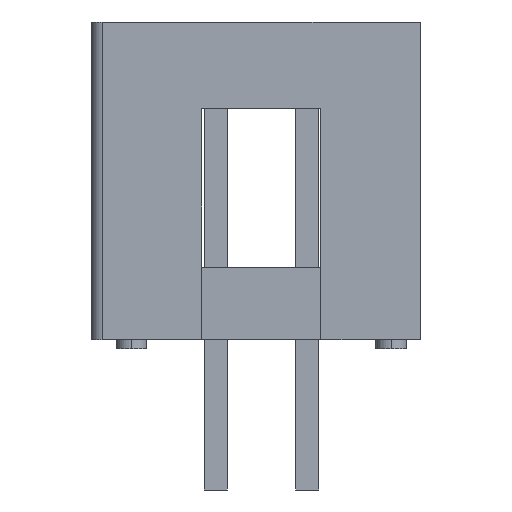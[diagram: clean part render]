
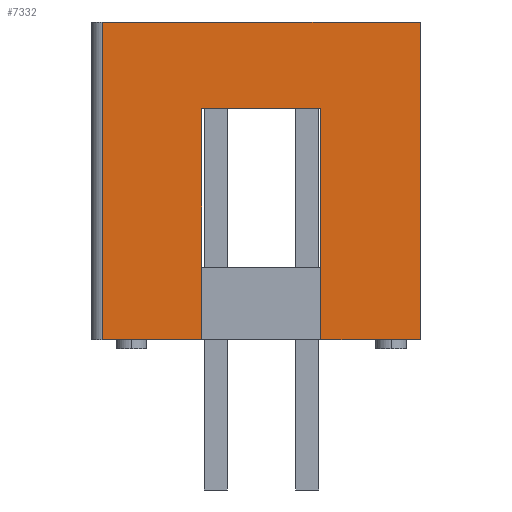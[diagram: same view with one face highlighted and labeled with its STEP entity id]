
A CAD part, left-side view. The second image highlights one B-rep face of the part: STEP entity #7332.
In plain terms, the highlighted planar face has unit normal (-1, 0, 0).
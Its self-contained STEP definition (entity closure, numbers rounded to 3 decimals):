
#195 = EDGE_CURVE ( 'NONE', #292, #4485, #5936, .T. ) ;
#292 = VERTEX_POINT ( 'NONE', #2314 ) ;
#306 = DIRECTION ( 'NONE',  ( 0., 0., -1. ) ) ;
#532 = VERTEX_POINT ( 'NONE', #1733 ) ;
#624 = CARTESIAN_POINT ( 'NONE',  ( -20.32, -4.4, -4.4 ) ) ;
#678 = PLANE ( 'NONE',  #1367 ) ;
#731 = CARTESIAN_POINT ( 'NONE',  ( -20.32, -4.4, -4.4 ) ) ;
#896 = CARTESIAN_POINT ( 'NONE',  ( -20.32, 1.65, 2. ) ) ;
#1111 = CARTESIAN_POINT ( 'NONE',  ( -20.32, 1.65, -4.4 ) ) ;
#1130 = ORIENTED_EDGE ( 'NONE', *, *, #7058, .T. ) ;
#1319 = ORIENTED_EDGE ( 'NONE', *, *, #195, .T. ) ;
#1339 = VECTOR ( 'NONE', #3209, 1000. ) ;
#1367 = AXIS2_PLACEMENT_3D ( 'NONE', #624, #5133, #1995 ) ;
#1422 = CARTESIAN_POINT ( 'NONE',  ( -20.32, 4.4, -4.4 ) ) ;
#1426 = LINE ( 'NONE', #1422, #2016 ) ;
#1495 = CARTESIAN_POINT ( 'NONE',  ( -20.32, 1.65, 2. ) ) ;
#1733 = CARTESIAN_POINT ( 'NONE',  ( -20.32, 1.65, 2. ) ) ;
#1924 = EDGE_CURVE ( 'NONE', #2096, #2191, #3067, .T. ) ;
#1954 = EDGE_LOOP ( 'NONE', ( #3281, #7582, #7884, #1319, #1130, #4407, #7572, #7321 ) ) ;
#1995 = DIRECTION ( 'NONE',  ( 0., 0., 1. ) ) ;
#1997 = CARTESIAN_POINT ( 'NONE',  ( -20.32, -4.4, 4.4 ) ) ;
#2016 = VECTOR ( 'NONE', #5119, 1000. ) ;
#2096 = VERTEX_POINT ( 'NONE', #1111 ) ;
#2191 = VERTEX_POINT ( 'NONE', #7001 ) ;
#2314 = CARTESIAN_POINT ( 'NONE',  ( -20.32, -4.4, -4.4 ) ) ;
#2325 = CARTESIAN_POINT ( 'NONE',  ( -20.32, -4.4, 4.4 ) ) ;
#2342 = VECTOR ( 'NONE', #306, 1000. ) ;
#2558 = VERTEX_POINT ( 'NONE', #7216 ) ;
#2567 = DIRECTION ( 'NONE',  ( 0., 1., 0. ) ) ;
#2734 = CARTESIAN_POINT ( 'NONE',  ( -20.32, -1.65, -4.4 ) ) ;
#3067 = LINE ( 'NONE', #3730, #5912 ) ;
#3118 = DIRECTION ( 'NONE',  ( 0., 1., 0. ) ) ;
#3209 = DIRECTION ( 'NONE',  ( 0., 0., -1. ) ) ;
#3238 = CARTESIAN_POINT ( 'NONE',  ( -20.32, -1.65, 2. ) ) ;
#3281 = ORIENTED_EDGE ( 'NONE', *, *, #4012, .T. ) ;
#3456 = CARTESIAN_POINT ( 'NONE',  ( -20.32, 4.4, 4.4 ) ) ;
#3481 = LINE ( 'NONE', #2325, #7910 ) ;
#3538 = DIRECTION ( 'NONE',  ( 0., 1., 0. ) ) ;
#3730 = CARTESIAN_POINT ( 'NONE',  ( -20.32, -4.4, -4.4 ) ) ;
#4012 = EDGE_CURVE ( 'NONE', #532, #2558, #5802, .T. ) ;
#4407 = ORIENTED_EDGE ( 'NONE', *, *, #6794, .F. ) ;
#4485 = VERTEX_POINT ( 'NONE', #1997 ) ;
#4648 = EDGE_CURVE ( 'NONE', #532, #2096, #5294, .T. ) ;
#4744 = VECTOR ( 'NONE', #5318, 1000. ) ;
#4809 = VECTOR ( 'NONE', #5307, 1000. ) ;
#5119 = DIRECTION ( 'NONE',  ( 0., 0., 1. ) ) ;
#5133 = DIRECTION ( 'NONE',  ( -1., 0., 0. ) ) ;
#5294 = LINE ( 'NONE', #1495, #2342 ) ;
#5307 = DIRECTION ( 'NONE',  ( 0., -1., 0. ) ) ;
#5318 = DIRECTION ( 'NONE',  ( 0., 0., 1. ) ) ;
#5585 = LINE ( 'NONE', #3238, #1339 ) ;
#5779 = FACE_OUTER_BOUND ( 'NONE', #1954, .T. ) ;
#5802 = LINE ( 'NONE', #896, #4809 ) ;
#5912 = VECTOR ( 'NONE', #3118, 1000. ) ;
#5919 = CARTESIAN_POINT ( 'NONE',  ( -20.32, -4.4, -4.4 ) ) ;
#5936 = LINE ( 'NONE', #5919, #4744 ) ;
#6203 = EDGE_CURVE ( 'NONE', #2558, #6965, #5585, .T. ) ;
#6467 = VERTEX_POINT ( 'NONE', #3456 ) ;
#6746 = VECTOR ( 'NONE', #2567, 1000. ) ;
#6794 = EDGE_CURVE ( 'NONE', #2191, #6467, #1426, .T. ) ;
#6965 = VERTEX_POINT ( 'NONE', #2734 ) ;
#7001 = CARTESIAN_POINT ( 'NONE',  ( -20.32, 4.4, -4.4 ) ) ;
#7058 = EDGE_CURVE ( 'NONE', #4485, #6467, #3481, .T. ) ;
#7216 = CARTESIAN_POINT ( 'NONE',  ( -20.32, -1.65, 2. ) ) ;
#7321 = ORIENTED_EDGE ( 'NONE', *, *, #4648, .F. ) ;
#7332 = ADVANCED_FACE ( 'NONE', ( #5779 ), #678, .T. ) ;
#7340 = EDGE_CURVE ( 'NONE', #292, #6965, #8131, .T. ) ;
#7572 = ORIENTED_EDGE ( 'NONE', *, *, #1924, .F. ) ;
#7582 = ORIENTED_EDGE ( 'NONE', *, *, #6203, .T. ) ;
#7884 = ORIENTED_EDGE ( 'NONE', *, *, #7340, .F. ) ;
#7910 = VECTOR ( 'NONE', #3538, 1000. ) ;
#8131 = LINE ( 'NONE', #731, #6746 ) ;
